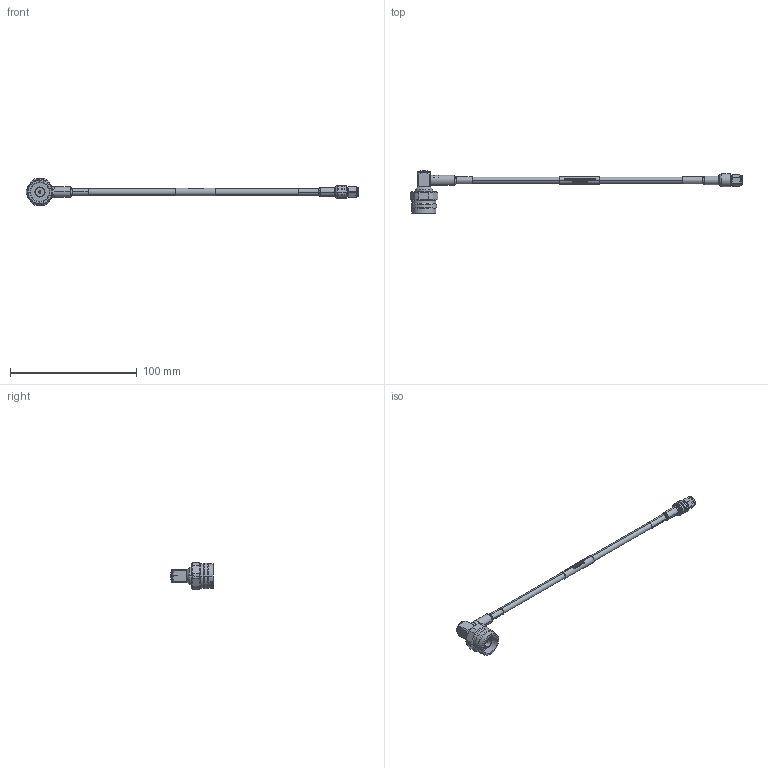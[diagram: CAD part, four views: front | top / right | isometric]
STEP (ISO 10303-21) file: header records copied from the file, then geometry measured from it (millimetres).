
FILE_DESCRIPTION (( 'STEP AP214' ), '1' );
FILE_NAME ('FMCA100148_3D.step', '2024-08-20T16:55:53', ( '' ), ( '' ), 'SwSTEP 2.0', 'SolidWorks 2022', '' );
FILE_SCHEMA (( 'AUTOMOTIVE_DESIGN' ));
Length unit declared in the file: inch
Products named in the file (11): TCOM-195-240-400-600 for cable assy^FMCA100148_TCOM-195; FMCA100148_3D; Copy of TC-195-NMH-RA-D_ferrule^TC-195-NMH-RA-D_FMCA100148; TC-195-SM-SS-X^FMCA100148; Copy of TC-195-SM-SS-X_body^TC-195-SM-SS-X_FMCA100148; TC-195-NMH-RA-D^FMCA100148; Copy of TC-195-NMH-RA-D_body^TC-195-NMH-RA-D_FMCA100148; Copy of TC-195-NMH-RA-D_cap^TC-195-NMH-RA-D_FMCA100148; Copy of TC-195-SM-SS-X_c-contact^TC-195-SM-SS-X_FMCA100148; FM Cable Assy Label^FMCA100148_D_195; Copy of TC-195-SM-SS-X_ferrule^TC-195-SM-SS-X_FMCA100148
Assembly tree (10 placements, depth 3):
  FMCA100148_3D
    TCOM-195-240-400-600 for cable assy^FMCA100148_TCOM-195
    FM Cable Assy Label^FMCA100148_D_195
    TC-195-SM-SS-X^FMCA100148
      Copy of TC-195-SM-SS-X_body^TC-195-SM-SS-X_FMCA100148
      Copy of TC-195-SM-SS-X_c-contact^TC-195-SM-SS-X_FMCA100148
      Copy of TC-195-SM-SS-X_ferrule^TC-195-SM-SS-X_FMCA100148
    TC-195-NMH-RA-D^FMCA100148
      Copy of TC-195-NMH-RA-D_body^TC-195-NMH-RA-D_FMCA100148
      Copy of TC-195-NMH-RA-D_cap^TC-195-NMH-RA-D_FMCA100148
      Copy of TC-195-NMH-RA-D_ferrule^TC-195-NMH-RA-D_FMCA100148
Bounding box: 262.07 x 33.94 x 20.57 mm (x, y, z)
Volume: 11302 mm3; surface area: 14198 mm2
Topology: 9 solids, 13 shells, 1515 faces, 3866 edges, 2500 vertices
Faces by surface type: plane 877, bspline 229, cylinder 199, cone 166, torus 42, sphere 2
Entity records: 56045 total; most frequent: CARTESIAN_POINT 21539, ORIENTED_EDGE 7720, DIRECTION 6129, EDGE_CURVE 3860, VERTEX_POINT 2500, AXIS2_PLACEMENT_3D 2045, VECTOR 2039, LINE 2039
